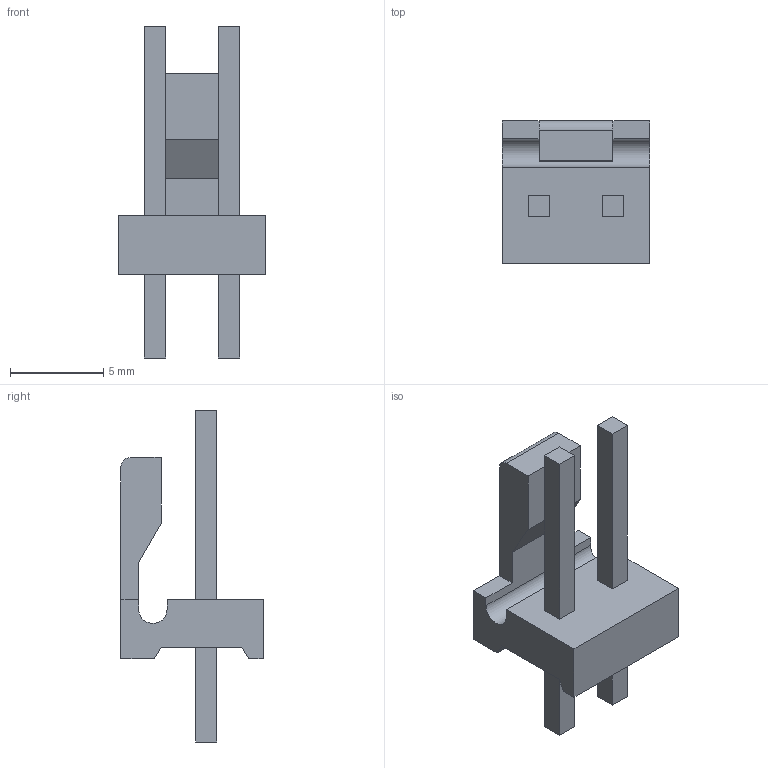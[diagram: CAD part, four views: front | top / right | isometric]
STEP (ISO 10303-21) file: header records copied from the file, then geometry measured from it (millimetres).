
FILE_DESCRIPTION(('STEP AP242'),'1');
FILE_NAME('644752-2.stp','2022-09-01T18:07:29',('TraceParts'),('TraceParts S.A.'),'Spatial InterOp 3D',' ',' ');
FILE_SCHEMA(('AP242_MANAGED_MODEL_BASED_3D_ENGINEERING_MIM_LF {1 0 10303 442 1 1 4}'));
Length unit declared in the file: millimetre
Products named in the file (1): 644752-2
Bounding box: 7.92 x 7.62 x 17.78 mm (x, y, z)
Volume: 245 mm3; surface area: 461.3 mm2
Topology: 1 solids, 1 shells, 41 faces, 105 edges, 70 vertices
Faces by surface type: plane 39, cylinder 2
Entity records: 1238 total; most frequent: CARTESIAN_POINT 217, ORIENTED_EDGE 210, DIRECTION 193, EDGE_CURVE 105, LINE 101, VECTOR 101, VERTEX_POINT 70, AXIS2_PLACEMENT_3D 46
